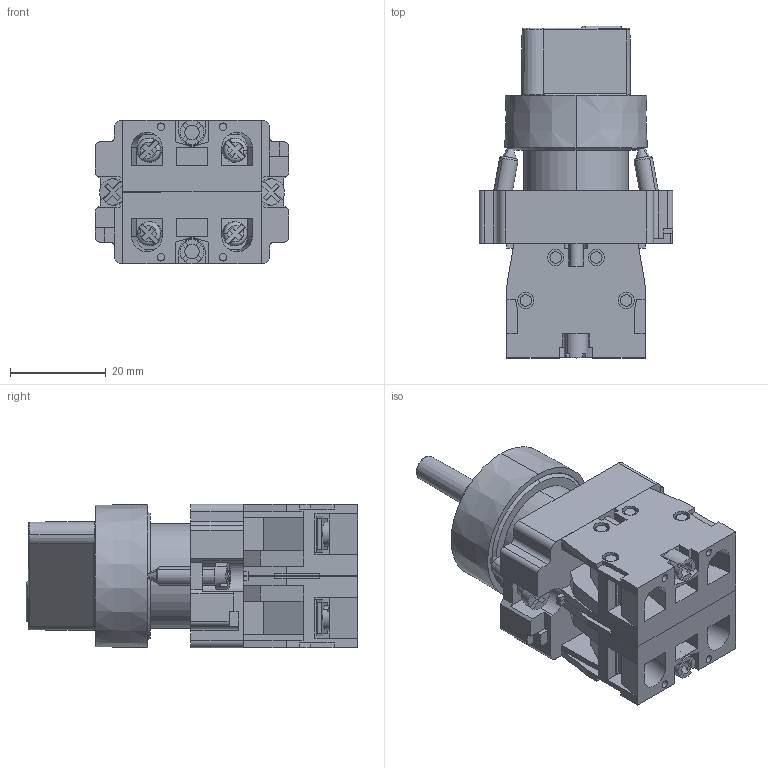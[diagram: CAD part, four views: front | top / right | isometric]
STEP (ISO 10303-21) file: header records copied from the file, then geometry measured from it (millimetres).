
FILE_DESCRIPTION (( 'STEP AP214' ), '1' );
FILE_NAME ('BSW60-BD-2-K02 Ïåðåêëþ÷àòåëü LAY5-BD25 2 ïîëîæåíèÿ I-0 ñòàíäàðò ðó÷êà ÈÝÊ.STEP', '2017-10-26T08:41:12', ( '' ), ( '' ), 'SwSTEP 2.0', 'SolidWorks 2014', '' );
FILE_SCHEMA (( 'AUTOMOTIVE_DESIGN' ));
Length unit declared in the file: millimetre
Products named in the file (1): BSW60-BD-2-K02 Ïåðåêëþ÷àòåëü LAY5-BD25 2 ïîëîæåíèÿ I-0 ñòàíäàðò ðó÷êà ÈÝÊ
Bounding box: 40.5 x 69.5 x 30 mm (x, y, z)
Volume: 37475.5 mm3; surface area: 20729 mm2
Topology: 5 solids, 5 shells, 683 faces, 1827 edges, 1204 vertices
Faces by surface type: plane 499, cylinder 141, cone 18, torus 15, bspline 8, sphere 2
Entity records: 21532 total; most frequent: CARTESIAN_POINT 4077, ORIENTED_EDGE 3650, DIRECTION 3552, EDGE_CURVE 1825, VECTOR 1378, LINE 1378, VERTEX_POINT 1204, AXIS2_PLACEMENT_3D 1087
